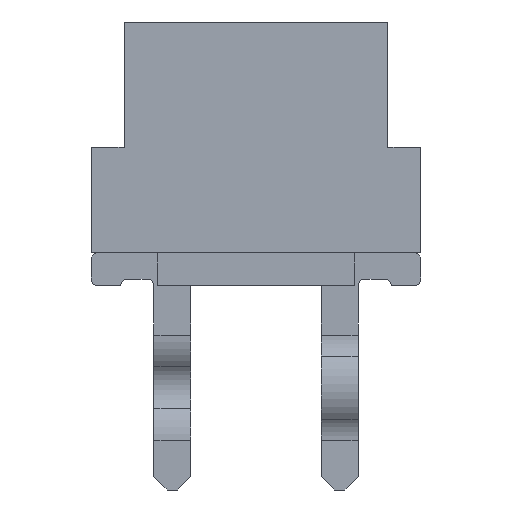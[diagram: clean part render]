
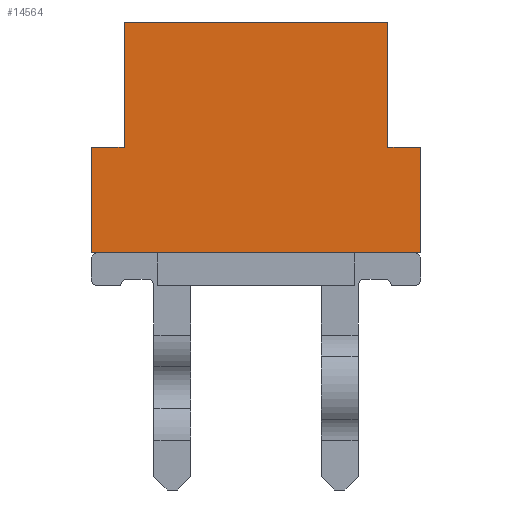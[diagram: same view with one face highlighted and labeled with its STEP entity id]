
A CAD part, front view. The second image highlights one B-rep face of the part: STEP entity #14564.
In plain terms, the highlighted face is planar.
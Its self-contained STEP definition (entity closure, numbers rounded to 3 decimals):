
#1542=ORIENTED_EDGE('',*,*,#3978,.T.);
#1543=ORIENTED_EDGE('',*,*,#4247,.F.);
#1544=ORIENTED_EDGE('',*,*,#4450,.F.);
#1545=ORIENTED_EDGE('',*,*,#4294,.F.);
#1546=ORIENTED_EDGE('',*,*,#4290,.F.);
#1547=ORIENTED_EDGE('',*,*,#4292,.T.);
#1548=ORIENTED_EDGE('',*,*,#4448,.F.);
#1549=ORIENTED_EDGE('',*,*,#4213,.T.);
#3978=EDGE_CURVE('',#5531,#5530,#6519,.T.);
#4213=EDGE_CURVE('',#5724,#5531,#6749,.T.);
#4247=EDGE_CURVE('',#5749,#5530,#6779,.T.);
#4290=EDGE_CURVE('',#5779,#5773,#6816,.T.);
#4292=EDGE_CURVE('',#5779,#5780,#6818,.T.);
#4294=EDGE_CURVE('',#5773,#5781,#6820,.T.);
#4448=EDGE_CURVE('',#5724,#5780,#6970,.T.);
#4450=EDGE_CURVE('',#5781,#5749,#6972,.T.);
#5530=VERTEX_POINT('',#19475);
#5531=VERTEX_POINT('',#19477);
#5724=VERTEX_POINT('',#19959);
#5749=VERTEX_POINT('',#20021);
#5773=VERTEX_POINT('',#20087);
#5779=VERTEX_POINT('',#20101);
#5780=VERTEX_POINT('',#20105);
#5781=VERTEX_POINT('',#20110);
#6519=LINE('',#19476,#7837);
#6749=LINE('',#19958,#8067);
#6779=LINE('',#20022,#8097);
#6816=LINE('',#20102,#8134);
#6818=LINE('',#20106,#8136);
#6820=LINE('',#20109,#8138);
#6970=LINE('',#20399,#8288);
#6972=LINE('',#20404,#8290);
#7837=VECTOR('',#16307,1000.);
#8067=VECTOR('',#16655,1000.);
#8097=VECTOR('',#16701,1000.);
#8134=VECTOR('',#16764,1000.);
#8136=VECTOR('',#16768,1000.);
#8138=VECTOR('',#16772,1000.);
#8288=VECTOR('',#17060,1000.);
#8290=VECTOR('',#17068,1000.);
#9103=EDGE_LOOP('',(#1542,#1543,#1544,#1545,#1546,#1547,#1548,#1549));
#9677=FACE_BOUND('',#9103,.T.);
#10242=PLANE('',#15214);
#14564=ADVANCED_FACE('',(#9677),#10242,.F.);
#15214=AXIS2_PLACEMENT_3D('',#20403,#17066,#17067);
#16307=DIRECTION('',(0.,1.,0.));
#16655=DIRECTION('',(0.,0.,-1.));
#16701=DIRECTION('',(0.,0.,-1.));
#16764=DIRECTION('',(0.,1.,0.));
#16768=DIRECTION('',(0.,0.,-1.));
#16772=DIRECTION('',(0.,0.,-1.));
#17060=DIRECTION('',(0.,1.,0.));
#17066=DIRECTION('',(-1.,0.,0.));
#17067=DIRECTION('',(0.,0.,1.));
#17068=DIRECTION('',(0.,1.,0.));
#19475=CARTESIAN_POINT('',(6.11,2.5,0.));
#19476=CARTESIAN_POINT('',(6.11,-2.5,0.));
#19477=CARTESIAN_POINT('',(6.11,-2.5,0.));
#19958=CARTESIAN_POINT('',(6.11,-2.5,1.6));
#19959=CARTESIAN_POINT('',(6.11,-2.5,1.6));
#20021=CARTESIAN_POINT('',(6.11,2.5,1.6));
#20022=CARTESIAN_POINT('',(6.11,2.5,1.6));
#20087=CARTESIAN_POINT('',(6.11,2.,3.5));
#20101=CARTESIAN_POINT('',(6.11,-2.,3.5));
#20102=CARTESIAN_POINT('',(6.11,-2.,3.5));
#20105=CARTESIAN_POINT('',(6.11,-2.,1.6));
#20106=CARTESIAN_POINT('',(6.11,-2.,3.5));
#20109=CARTESIAN_POINT('',(6.11,2.,3.5));
#20110=CARTESIAN_POINT('',(6.11,2.,1.6));
#20399=CARTESIAN_POINT('',(6.11,-2.5,1.6));
#20403=CARTESIAN_POINT('',(6.11,-2.5,1.6));
#20404=CARTESIAN_POINT('',(6.11,-2.5,1.6));
